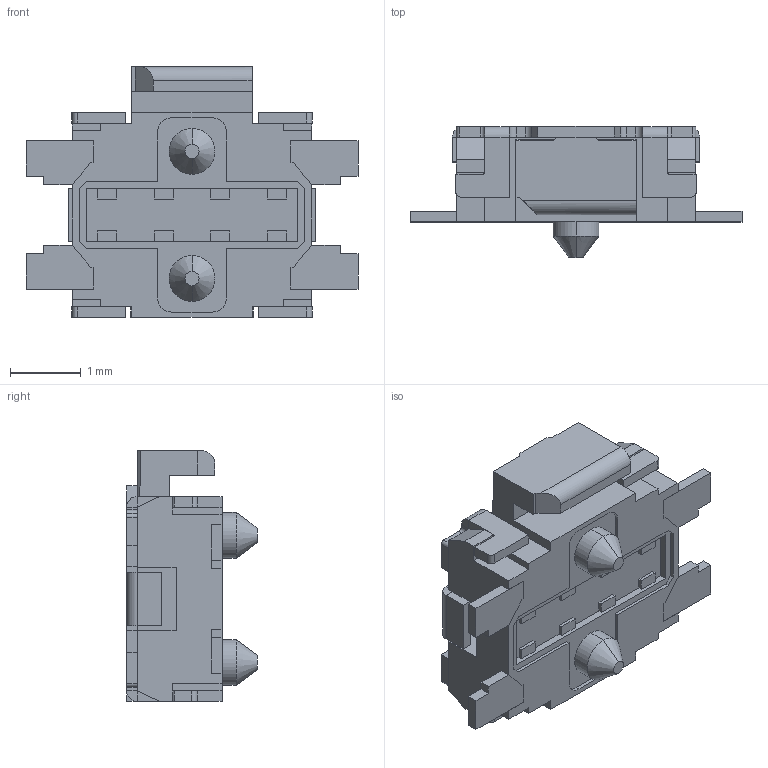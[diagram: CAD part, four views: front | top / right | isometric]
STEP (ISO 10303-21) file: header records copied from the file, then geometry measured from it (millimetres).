
FILE_DESCRIPTION (( 'STEP AP214' ), '1' );
FILE_NAME ('EVQ-P7C01P.STEP', '2023-11-15T00:15:49', ( '' ), ( '' ), 'SwSTEP 2.0', 'SolidWorks 2021', '' );
FILE_SCHEMA (( 'AUTOMOTIVE_DESIGN' ));
Length unit declared in the file: millimetre
Products named in the file (1): EVQ-P7C01P
Bounding box: 4.7 x 1.85 x 3.55 mm (x, y, z)
Volume: 12.8 mm3; surface area: 77 mm2
Topology: 6 solids, 6 shells, 348 faces, 927 edges, 596 vertices
Faces by surface type: plane 301, cylinder 43, cone 4
Entity records: 10677 total; most frequent: CARTESIAN_POINT 1875, ORIENTED_EDGE 1854, DIRECTION 1715, EDGE_CURVE 927, VECTOR 835, LINE 835, VERTEX_POINT 596, AXIS2_PLACEMENT_3D 440
